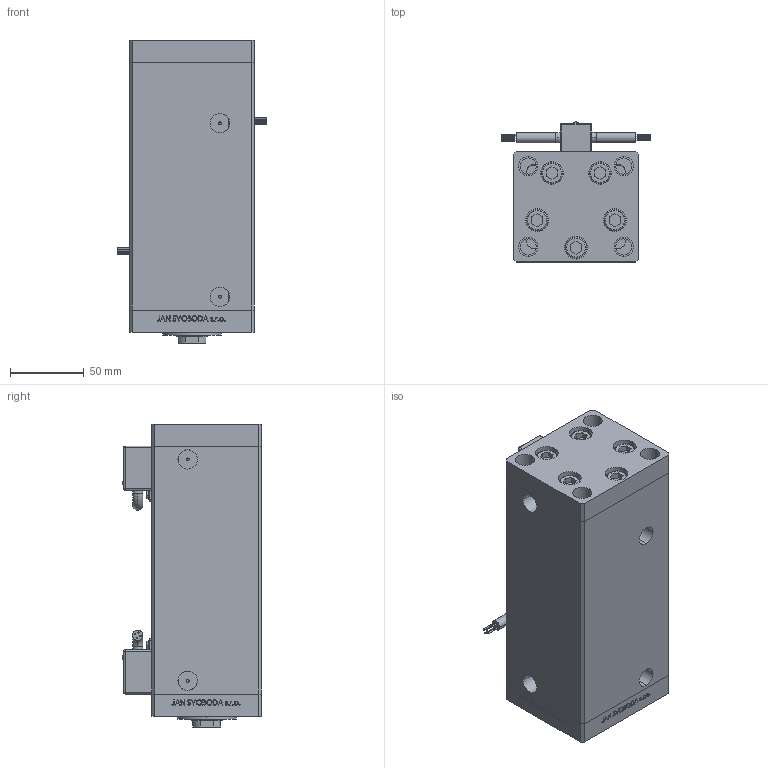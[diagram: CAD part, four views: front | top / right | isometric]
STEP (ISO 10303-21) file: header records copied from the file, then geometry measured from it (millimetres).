
FILE_DESCRIPTION (( 'STEP AP203' ), '1' );
FILE_NAME ('9365.STEP', '2020-10-09T00:45:32', ( '' ), ( '' ), 'SwSTEP 2.0', 'SolidWorks 2019', '' );
FILE_SCHEMA (( 'CONFIG_CONTROL_DESIGN' ));
Length unit declared in the file: millimetre
Products named in the file (7): V220C_C MIDDLE 7d37bbb644d697d107bcc06dd006aeb3; V220C_C CAST PRO VYSUNUTI 7d37bbb644d697d107bcc06dd006aeb3; V220C BACK 7d37bbb644d697d107bcc06dd006aeb3; Magnetic_Switch_MSU4 7d37bbb644d697d107bcc06dd006aeb3; V220C FRONT 7d37bbb644d697d107bcc06dd006aeb3; 9365; ALLEN BOLT 7d37bbb644d697d107bcc06dd006aeb3
Assembly tree (16 placements, depth 2):
  9365
    ALLEN BOLT 7d37bbb644d697d107bcc06dd006aeb3  x10
    V220C_C MIDDLE 7d37bbb644d697d107bcc06dd006aeb3
    V220C BACK 7d37bbb644d697d107bcc06dd006aeb3
    V220C FRONT 7d37bbb644d697d107bcc06dd006aeb3
    V220C_C CAST PRO VYSUNUTI 7d37bbb644d697d107bcc06dd006aeb3
    Magnetic_Switch_MSU4 7d37bbb644d697d107bcc06dd006aeb3  x2
Bounding box: 101.6 x 95.1 x 206.5 mm (x, y, z)
Volume: 1099734.5 mm3; surface area: 201323.8 mm2
Topology: 16 solids, 18 shells, 1403 faces, 3429 edges, 2223 vertices
Faces by surface type: plane 634, bspline 380, cylinder 265, cone 52, torus 48, sphere 24
Entity records: 52709 total; most frequent: CARTESIAN_POINT 27318, ORIENTED_EDGE 5552, DIRECTION 3884, EDGE_CURVE 2776, VERTEX_POINT 1834, LINE 1580, VECTOR 1580, EDGE_LOOP 1308
